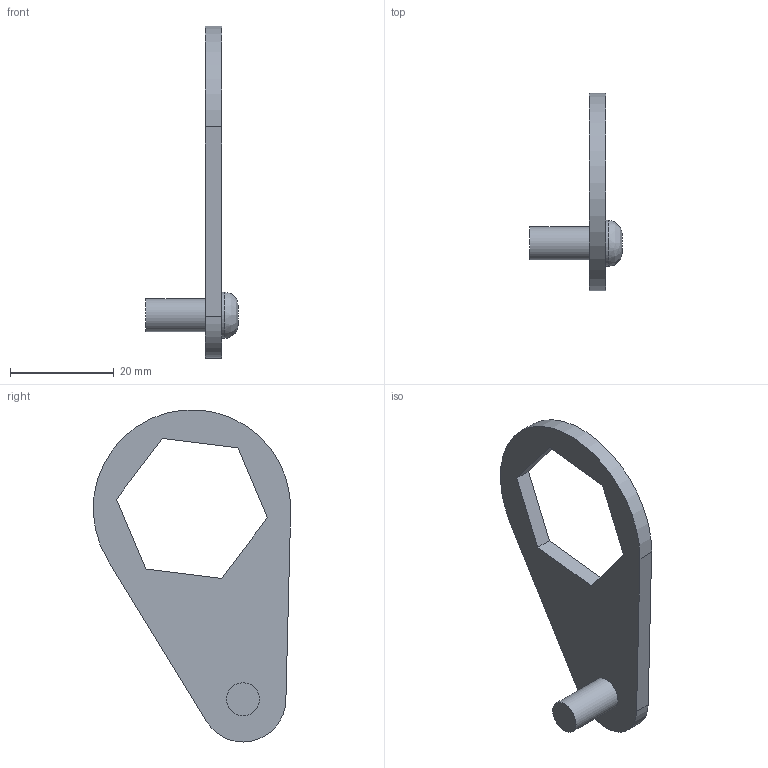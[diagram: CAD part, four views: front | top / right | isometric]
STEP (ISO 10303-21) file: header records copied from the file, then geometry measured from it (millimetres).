
FILE_DESCRIPTION( ( '' ), ' ' );
FILE_NAME( '5db10f21e0bba0111875ad06.step', '2019-10-24T02:40:34', ( '' ), ( '' ), ' ', ' ', ' ' );
FILE_SCHEMA( ( 'AUTOMOTIVE_DESIGN { 1 0 10303 214 1 1 1 1 }' ) );
Length unit declared in the file: metre
Products named in the file (1): Part 20
Bounding box: 17.78 x 38.08 x 64.05 mm (x, y, z)
Volume: 4337.8 mm3; surface area: 3488.2 mm2
Topology: 1 solids, 1 shells, 17 faces, 39 edges, 26 vertices
Faces by surface type: plane 12, cylinder 4, bspline 1
Full cylindrical faces by diameter (mm): 6.35 x1, 8.89 x1
Entity records: 637 total; most frequent: CARTESIAN_POINT 105, DIRECTION 78, ORIENTED_EDGE 70, EDGE_CURVE 35, AXIS2_PLACEMENT_3D 26, LINE 26, VECTOR 26, VERTEX_POINT 25
